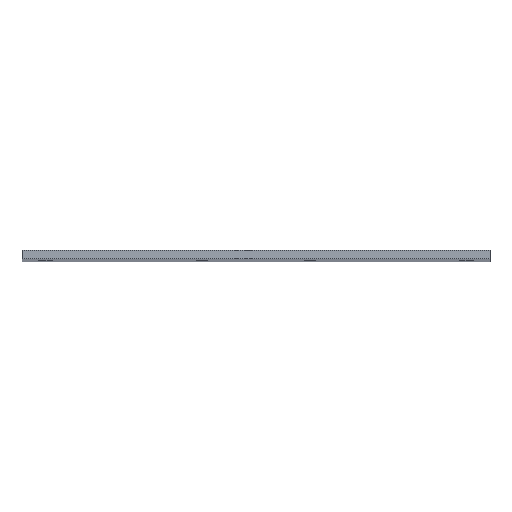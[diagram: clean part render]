
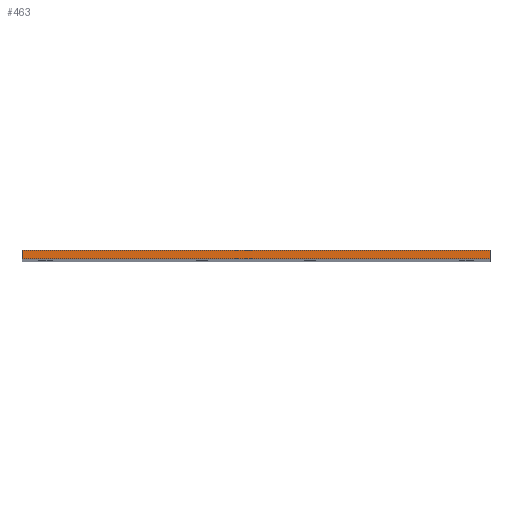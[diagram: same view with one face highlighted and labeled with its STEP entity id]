
A CAD part, top view. The second image highlights one B-rep face of the part: STEP entity #463.
In plain terms, the highlighted planar face has unit normal (0, 0, 1).
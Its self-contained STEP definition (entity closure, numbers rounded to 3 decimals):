
#37 = DIRECTION ( 'NONE',  ( 1., 0., 0. ) ) ;
#46 = CARTESIAN_POINT ( 'NONE',  ( 0., 1.5, 0. ) ) ;
#52 = ORIENTED_EDGE ( 'NONE', *, *, #410, .F. ) ;
#64 = DIRECTION ( 'NONE',  ( 1., 0., 0. ) ) ;
#66 = EDGE_LOOP ( 'NONE', ( #252, #694, #52, #521 ) ) ;
#102 = VECTOR ( 'NONE', #417, 1000. ) ;
#104 = CARTESIAN_POINT ( 'NONE',  ( 82.6, 1.5, 0. ) ) ;
#122 = LINE ( 'NONE', #317, #526 ) ;
#149 = VECTOR ( 'NONE', #37, 1000. ) ;
#187 = CARTESIAN_POINT ( 'NONE',  ( 82.6, 1.5, 0. ) ) ;
#196 = CARTESIAN_POINT ( 'NONE',  ( 0., 1.5, 0. ) ) ;
#204 = VERTEX_POINT ( 'NONE', #187 ) ;
#213 = VERTEX_POINT ( 'NONE', #622 ) ;
#228 = CARTESIAN_POINT ( 'NONE',  ( 0., 1.5, 0. ) ) ;
#252 = ORIENTED_EDGE ( 'NONE', *, *, #823, .T. ) ;
#256 = CARTESIAN_POINT ( 'NONE',  ( 0., 1.5, 0. ) ) ;
#303 = DIRECTION ( 'NONE',  ( 0., -1., 0. ) ) ;
#317 = CARTESIAN_POINT ( 'NONE',  ( 0., 0., 0. ) ) ;
#369 = EDGE_CURVE ( 'NONE', #204, #213, #739, .T. ) ;
#373 = VECTOR ( 'NONE', #303, 1000. ) ;
#375 = FACE_OUTER_BOUND ( 'NONE', #66, .T. ) ;
#388 = DIRECTION ( 'NONE',  ( -1., 0., 0. ) ) ;
#410 = EDGE_CURVE ( 'NONE', #437, #204, #743, .T. ) ;
#417 = DIRECTION ( 'NONE',  ( 0., -1., 0. ) ) ;
#437 = VERTEX_POINT ( 'NONE', #256 ) ;
#463 = ADVANCED_FACE ( 'NONE', ( #375 ), #632, .F. ) ;
#465 = VERTEX_POINT ( 'NONE', #563 ) ;
#494 = DIRECTION ( 'NONE',  ( 0., 0., -1. ) ) ;
#521 = ORIENTED_EDGE ( 'NONE', *, *, #690, .T. ) ;
#526 = VECTOR ( 'NONE', #64, 1000. ) ;
#562 = LINE ( 'NONE', #228, #102 ) ;
#563 = CARTESIAN_POINT ( 'NONE',  ( 0., 0., 0. ) ) ;
#622 = CARTESIAN_POINT ( 'NONE',  ( 82.6, 0., 0. ) ) ;
#632 = PLANE ( 'NONE',  #638 ) ;
#638 = AXIS2_PLACEMENT_3D ( 'NONE', #46, #494, #388 ) ;
#690 = EDGE_CURVE ( 'NONE', #437, #465, #562, .T. ) ;
#694 = ORIENTED_EDGE ( 'NONE', *, *, #369, .F. ) ;
#739 = LINE ( 'NONE', #104, #373 ) ;
#743 = LINE ( 'NONE', #196, #149 ) ;
#823 = EDGE_CURVE ( 'NONE', #465, #213, #122, .T. ) ;
